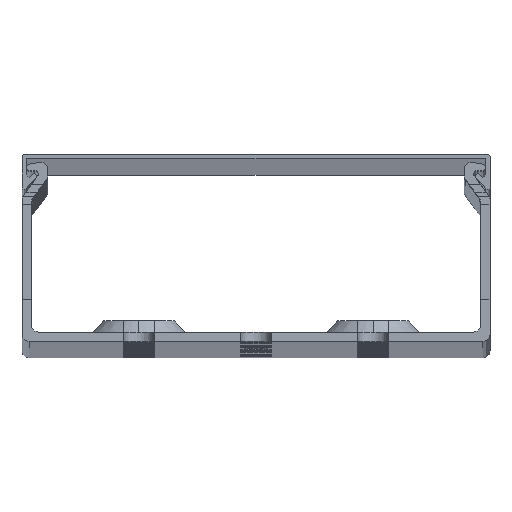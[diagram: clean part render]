
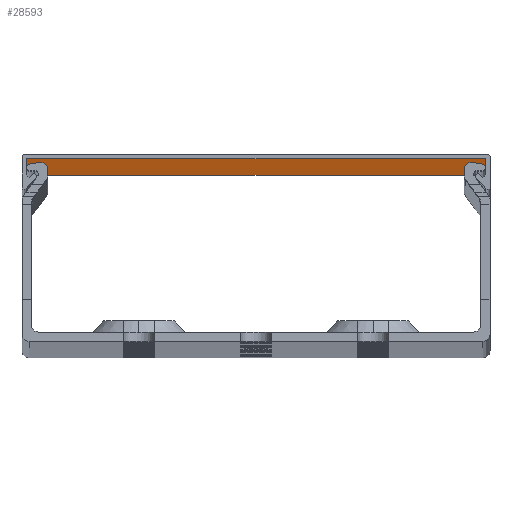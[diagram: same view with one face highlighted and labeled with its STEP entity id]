
A CAD part, top view. The second image highlights one B-rep face of the part: STEP entity #28593.
In plain terms, the highlighted planar face has unit normal (0, -1, 0).
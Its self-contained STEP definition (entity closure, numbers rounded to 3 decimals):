
#277 = CARTESIAN_POINT ( 'NONE',  ( 49., 39., 1100.352 ) ) ;
#1358 = LINE ( 'NONE', #29121, #23065 ) ;
#1849 = CARTESIAN_POINT ( 'NONE',  ( -49., 39., -1000. ) ) ;
#6944 = LINE ( 'NONE', #1849, #37219 ) ;
#8060 = VERTEX_POINT ( 'NONE', #42386 ) ;
#9800 = ORIENTED_EDGE ( 'NONE', *, *, #42197, .T. ) ;
#10894 = EDGE_CURVE ( 'NONE', #12726, #46609, #1358, .T. ) ;
#12726 = VERTEX_POINT ( 'NONE', #20394 ) ;
#13708 = CARTESIAN_POINT ( 'NONE',  ( 49., 39., 1000. ) ) ;
#17107 = FACE_OUTER_BOUND ( 'NONE', #31689, .T. ) ;
#17780 = DIRECTION ( 'NONE',  ( 0., 0., -1. ) ) ;
#19886 = EDGE_CURVE ( 'NONE', #45799, #12726, #32833, .T. ) ;
#20394 = CARTESIAN_POINT ( 'NONE',  ( -49., 39., 1000. ) ) ;
#20434 = CARTESIAN_POINT ( 'NONE',  ( -49., 39., 1000. ) ) ;
#21690 = CARTESIAN_POINT ( 'NONE',  ( -49., 39., 1100.352 ) ) ;
#22240 = ORIENTED_EDGE ( 'NONE', *, *, #22346, .F. ) ;
#22346 = EDGE_CURVE ( 'NONE', #45799, #8060, #40947, .T. ) ;
#23065 = VECTOR ( 'NONE', #17780, 1000. ) ;
#24934 = CARTESIAN_POINT ( 'NONE',  ( -49., 39., -1000. ) ) ;
#25990 = DIRECTION ( 'NONE',  ( 0., 1., 0. ) ) ;
#27349 = AXIS2_PLACEMENT_3D ( 'NONE', #21690, #25990, #42428 ) ;
#28593 = ADVANCED_FACE ( 'NONE', ( #17107 ), #37593, .F. ) ;
#29121 = CARTESIAN_POINT ( 'NONE',  ( -49., 39., 1100.352 ) ) ;
#30973 = VECTOR ( 'NONE', #33359, 1000. ) ;
#31689 = EDGE_LOOP ( 'NONE', ( #22240, #31832, #47538, #9800 ) ) ;
#31832 = ORIENTED_EDGE ( 'NONE', *, *, #19886, .T. ) ;
#32833 = LINE ( 'NONE', #20434, #30973 ) ;
#33359 = DIRECTION ( 'NONE',  ( -1., 0., 0. ) ) ;
#37219 = VECTOR ( 'NONE', #43073, 1000. ) ;
#37593 = PLANE ( 'NONE',  #27349 ) ;
#38956 = VECTOR ( 'NONE', #49334, 1000. ) ;
#40947 = LINE ( 'NONE', #277, #38956 ) ;
#42197 = EDGE_CURVE ( 'NONE', #46609, #8060, #6944, .T. ) ;
#42386 = CARTESIAN_POINT ( 'NONE',  ( 49., 39., -1000. ) ) ;
#42428 = DIRECTION ( 'NONE',  ( -1., 0., 0. ) ) ;
#43073 = DIRECTION ( 'NONE',  ( 1., 0., 0. ) ) ;
#45799 = VERTEX_POINT ( 'NONE', #13708 ) ;
#46609 = VERTEX_POINT ( 'NONE', #24934 ) ;
#47538 = ORIENTED_EDGE ( 'NONE', *, *, #10894, .T. ) ;
#49334 = DIRECTION ( 'NONE',  ( 0., 0., -1. ) ) ;
